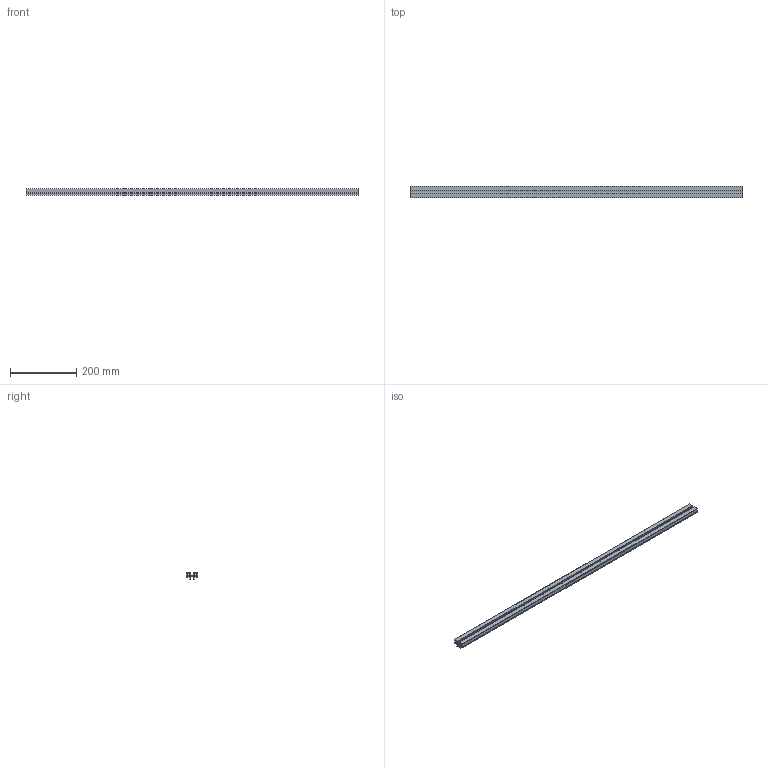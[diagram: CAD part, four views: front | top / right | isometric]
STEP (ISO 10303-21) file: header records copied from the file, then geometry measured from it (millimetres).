
FILE_DESCRIPTION( ( 'Unknown' ), '1' );
FILE_NAME( 'T06-1000.stp', 'Unknown', ( 'Unknown' ), ( 'Unknown' ), 'XStep 1.0', 'Unknown', ' ' );
FILE_SCHEMA( ( 'automotive_design' ) );
Length unit declared in the file: millimetre
Products named in the file (1): 1
Bounding box: 1000 x 34.5 x 20.5 mm (x, y, z)
Volume: 311499.7 mm3; surface area: 236395.1 mm2
Topology: 1 solids, 1 shells, 91 faces, 267 edges, 178 vertices
Faces by surface type: cylinder 53, plane 38
Full cylindrical faces by diameter (mm): 6.647 x2, 6.8 x1
Entity records: 3802 total; most frequent: DIRECTION 552, CARTESIAN_POINT 532, ORIENTED_EDGE 526, EDGE_CURVE 263, AXIS2_PLACEMENT_3D 197, VERTEX_POINT 177, LINE 158, VECTOR 158
